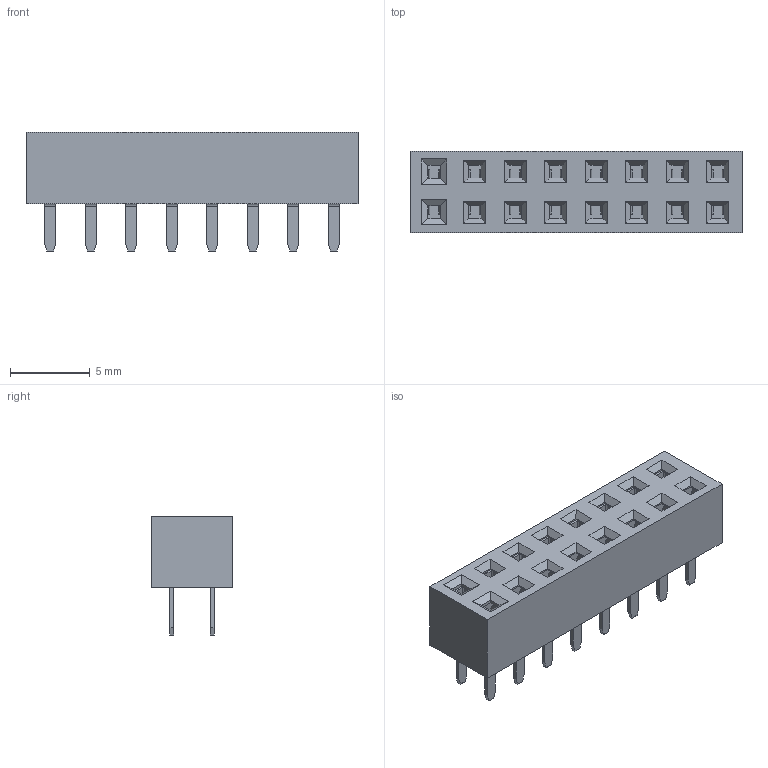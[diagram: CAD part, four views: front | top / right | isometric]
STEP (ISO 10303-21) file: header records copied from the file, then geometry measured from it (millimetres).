
FILE_DESCRIPTION( ('This file contains a STEP AP42 implementation' ,'as created by ZW3D STEP Interface translator.') ,'2;1' );
FILE_NAME( '2145-2XXSXXCUNXX1.stp' ,'23 420.113112', (''), ('ZWCAD Software Co.'), 'Version 1.0', 'ZW3D to STEP translator', '' );
FILE_SCHEMA(('AUTOMOTIVE_DESIGN { 1 0 10303 214 1 1 1 1 }'));
Length unit declared in the file: millimetre
Products named in the file (2): 0; 2145-222SXXCUNT1
Bounding box: 20.82 x 5.08 x 7.5 mm (x, y, z)
Surface area: 1247.7 mm2 (no closed solid volume)
Topology: 0 solids, 1 shells, 1702 faces, 5228 edges, 3368 vertices
Faces by surface type: plane 1062, cylinder 448, bspline 192
Entity records: 66366 total; most frequent: CARTESIAN_POINT 17899, ORIENTED_EDGE 10680, DIRECTION 8794, EDGE_CURVE 5212, VECTOR 3820, LINE 3820, VERTEX_POINT 3368, AXIS2_PLACEMENT_3D 2487
